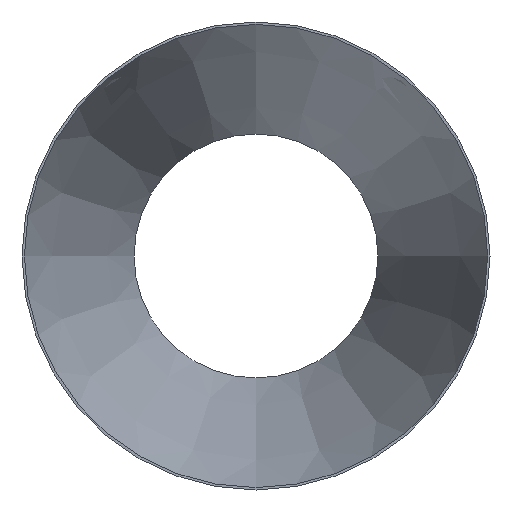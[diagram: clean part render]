
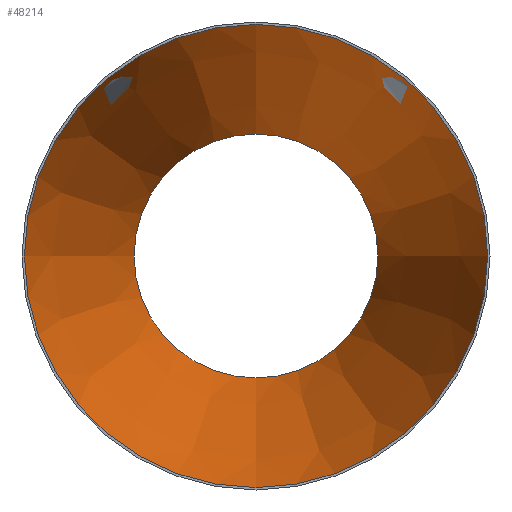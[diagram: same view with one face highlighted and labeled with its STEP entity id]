
A CAD part, front view. The second image highlights one B-rep face of the part: STEP entity #48214.
In plain terms, the highlighted conical face has half-angle 15.706 degrees and reference radius 301.684 mm.
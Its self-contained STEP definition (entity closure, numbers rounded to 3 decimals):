
#1481 = VERTEX_POINT ( 'NONE', #48877 ) ;
#1804 = AXIS2_PLACEMENT_3D ( 'NONE', #25519, #21277, #12790 ) ;
#2268 = FACE_OUTER_BOUND ( 'NONE', #51925, .T. ) ;
#10003 = AXIS2_PLACEMENT_3D ( 'NONE', #52016, #13124, #35792 ) ;
#12790 = DIRECTION ( 'NONE',  ( 0., 0., -1. ) ) ;
#13124 = DIRECTION ( 'NONE',  ( 0., -1., 0. ) ) ;
#14242 = VERTEX_POINT ( 'NONE', #31530 ) ;
#14752 = AXIS2_PLACEMENT_3D ( 'NONE', #44842, #19527, #20917 ) ;
#19527 = DIRECTION ( 'NONE',  ( 0., -1., 0. ) ) ;
#19582 = EDGE_CURVE ( 'NONE', #14242, #14242, #53461, .T. ) ;
#20917 = DIRECTION ( 'NONE',  ( 0., 0., -1. ) ) ;
#21277 = DIRECTION ( 'NONE',  ( 0., -1., 0. ) ) ;
#24993 = ORIENTED_EDGE ( 'NONE', *, *, #19582, .F. ) ;
#25519 = CARTESIAN_POINT ( 'NONE',  ( 0., 508., 0. ) ) ;
#27724 = ORIENTED_EDGE ( 'NONE', *, *, #33363, .T. ) ;
#29018 = CIRCLE ( 'NONE', #10003, 301.684 ) ;
#31530 = CARTESIAN_POINT ( 'NONE',  ( 0., 508., -158.834 ) ) ;
#31770 = EDGE_LOOP ( 'NONE', ( #24993 ) ) ;
#31931 = CONICAL_SURFACE ( 'NONE', #14752, 301.684, 0.274 ) ;
#33363 = EDGE_CURVE ( 'NONE', #1481, #1481, #29018, .T. ) ;
#35792 = DIRECTION ( 'NONE',  ( 0., 0., -1. ) ) ;
#44842 = CARTESIAN_POINT ( 'NONE',  ( 0., 0., 0. ) ) ;
#48214 = ADVANCED_FACE ( 'NONE', ( #49099, #2268 ), #31931, .F. ) ;
#48877 = CARTESIAN_POINT ( 'NONE',  ( 0., 0., -301.684 ) ) ;
#49099 = FACE_BOUND ( 'NONE', #31770, .T. ) ;
#51925 = EDGE_LOOP ( 'NONE', ( #27724 ) ) ;
#52016 = CARTESIAN_POINT ( 'NONE',  ( 0., 0., 0. ) ) ;
#53461 = CIRCLE ( 'NONE', #1804, 158.834 ) ;
